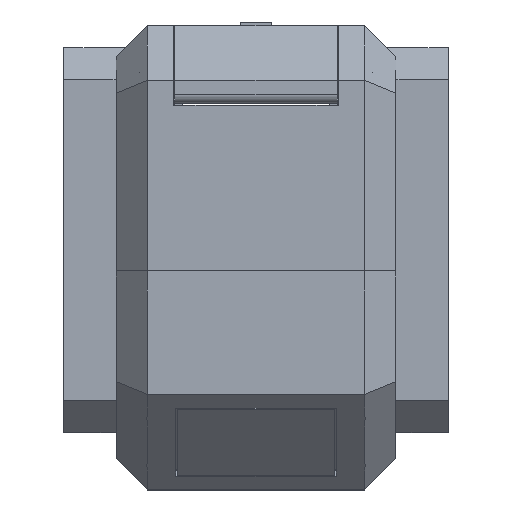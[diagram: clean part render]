
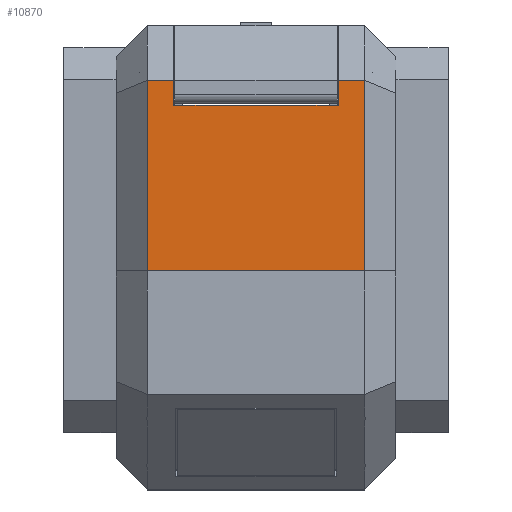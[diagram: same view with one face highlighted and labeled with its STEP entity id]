
A CAD part, top view. The second image highlights one B-rep face of the part: STEP entity #10870.
In plain terms, the highlighted planar face has unit normal (0, 0, 1).
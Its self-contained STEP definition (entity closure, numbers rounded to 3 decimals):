
#791=FACE_OUTER_BOUND('',#1381,.T.);
#1381=EDGE_LOOP('',(#9810,#9811,#9812,#9813,#9814,#9815,#9816,#9817,#9818,
#9819,#9820,#9821));
#2519=LINE('',#16827,#3935);
#2522=LINE('',#16833,#3938);
#2720=LINE('',#17242,#4136);
#2745=LINE('',#17301,#4161);
#2760=LINE('',#17331,#4176);
#2774=LINE('',#17355,#4190);
#2785=LINE('',#17378,#4201);
#2788=LINE('',#17385,#4204);
#2796=LINE('',#17401,#4212);
#2797=LINE('',#17403,#4213);
#2798=LINE('',#17405,#4214);
#2799=LINE('',#17406,#4215);
#3935=VECTOR('',#13809,10.);
#3938=VECTOR('',#13814,10.);
#4136=VECTOR('',#14148,10.);
#4161=VECTOR('',#14199,10.);
#4176=VECTOR('',#14226,10.);
#4190=VECTOR('',#14244,10.);
#4201=VECTOR('',#14273,10.);
#4204=VECTOR('',#14280,10.);
#4212=VECTOR('',#14304,10.);
#4213=VECTOR('',#14307,10.);
#4214=VECTOR('',#14310,10.);
#4215=VECTOR('',#14311,10.);
#5031=VERTEX_POINT('',#16821);
#5033=VERTEX_POINT('',#16825);
#5035=VERTEX_POINT('',#16831);
#5178=VERTEX_POINT('',#17241);
#5198=VERTEX_POINT('',#17298);
#5199=VERTEX_POINT('',#17300);
#5207=VERTEX_POINT('',#17328);
#5208=VERTEX_POINT('',#17330);
#5212=VERTEX_POINT('',#17343);
#5216=VERTEX_POINT('',#17353);
#5219=VERTEX_POINT('',#17374);
#5221=VERTEX_POINT('',#17384);
#6469=EDGE_CURVE('',#5031,#5033,#2519,.T.);
#6472=EDGE_CURVE('',#5033,#5035,#2522,.T.);
#6674=EDGE_CURVE('',#5178,#5031,#2720,.T.);
#6703=EDGE_CURVE('',#5199,#5198,#2745,.T.);
#6718=EDGE_CURVE('',#5208,#5207,#2760,.T.);
#6732=EDGE_CURVE('',#5212,#5216,#2774,.T.);
#6743=EDGE_CURVE('',#5219,#5216,#2785,.T.);
#6746=EDGE_CURVE('',#5212,#5221,#2788,.T.);
#6754=EDGE_CURVE('',#5208,#5219,#2796,.T.);
#6755=EDGE_CURVE('',#5221,#5198,#2797,.T.);
#6756=EDGE_CURVE('',#5035,#5199,#2798,.T.);
#6757=EDGE_CURVE('',#5207,#5178,#2799,.T.);
#9810=ORIENTED_EDGE('',*,*,#6469,.T.);
#9811=ORIENTED_EDGE('',*,*,#6472,.T.);
#9812=ORIENTED_EDGE('',*,*,#6756,.T.);
#9813=ORIENTED_EDGE('',*,*,#6703,.T.);
#9814=ORIENTED_EDGE('',*,*,#6755,.F.);
#9815=ORIENTED_EDGE('',*,*,#6746,.F.);
#9816=ORIENTED_EDGE('',*,*,#6732,.T.);
#9817=ORIENTED_EDGE('',*,*,#6743,.F.);
#9818=ORIENTED_EDGE('',*,*,#6754,.F.);
#9819=ORIENTED_EDGE('',*,*,#6718,.T.);
#9820=ORIENTED_EDGE('',*,*,#6757,.T.);
#9821=ORIENTED_EDGE('',*,*,#6674,.T.);
#10323=PLANE('',#11558);
#10870=ADVANCED_FACE('',(#791),#10323,.T.);
#11558=AXIS2_PLACEMENT_3D('',#17404,#14308,#14309);
#13809=DIRECTION('',(-1.,0.,0.));
#13814=DIRECTION('',(0.,-1.,0.));
#14148=DIRECTION('',(0.,1.,0.));
#14199=DIRECTION('',(0.,1.,0.));
#14226=DIRECTION('',(0.,-1.,0.));
#14244=DIRECTION('',(1.,0.,0.));
#14273=DIRECTION('',(0.,-1.,0.));
#14280=DIRECTION('',(0.,1.,0.));
#14304=DIRECTION('',(1.,0.,0.));
#14307=DIRECTION('',(1.,0.,0.));
#14308=DIRECTION('center_axis',(0.,0.,1.));
#14309=DIRECTION('ref_axis',(0.,-1.,0.));
#14310=DIRECTION('',(-1.,0.,0.));
#14311=DIRECTION('',(-1.,0.,0.));
#16821=CARTESIAN_POINT('',(14.65,34.6,76.));
#16825=CARTESIAN_POINT('',(-14.65,34.6,76.));
#16827=CARTESIAN_POINT('',(-7.325,34.6,76.));
#16831=CARTESIAN_POINT('',(-14.65,34.586,76.));
#16833=CARTESIAN_POINT('',(-14.65,39.836,76.));
#17241=CARTESIAN_POINT('',(14.65,34.586,76.));
#17242=CARTESIAN_POINT('',(14.65,37.836,76.));
#17298=CARTESIAN_POINT('',(-21.25,41.086,76.));
#17300=CARTESIAN_POINT('',(-21.25,34.586,76.));
#17301=CARTESIAN_POINT('',(-21.25,37.836,76.));
#17328=CARTESIAN_POINT('',(21.25,34.586,76.));
#17330=CARTESIAN_POINT('',(21.25,41.086,76.));
#17331=CARTESIAN_POINT('',(21.25,48.093,76.));
#17343=CARTESIAN_POINT('',(-28.,-7.9,76.));
#17353=CARTESIAN_POINT('',(28.,-7.9,76.));
#17355=CARTESIAN_POINT('',(0.,-7.9,76.));
#17374=CARTESIAN_POINT('',(28.,41.086,76.));
#17378=CARTESIAN_POINT('',(28.,32.341,76.));
#17384=CARTESIAN_POINT('',(-28.,41.086,76.));
#17385=CARTESIAN_POINT('',(-28.,32.341,76.));
#17401=CARTESIAN_POINT('',(0.,41.086,76.));
#17403=CARTESIAN_POINT('',(0.,41.086,76.));
#17404=CARTESIAN_POINT('Origin',(0.,41.086,76.));
#17405=CARTESIAN_POINT('',(-7.325,34.586,76.));
#17406=CARTESIAN_POINT('',(10.625,34.586,76.));
